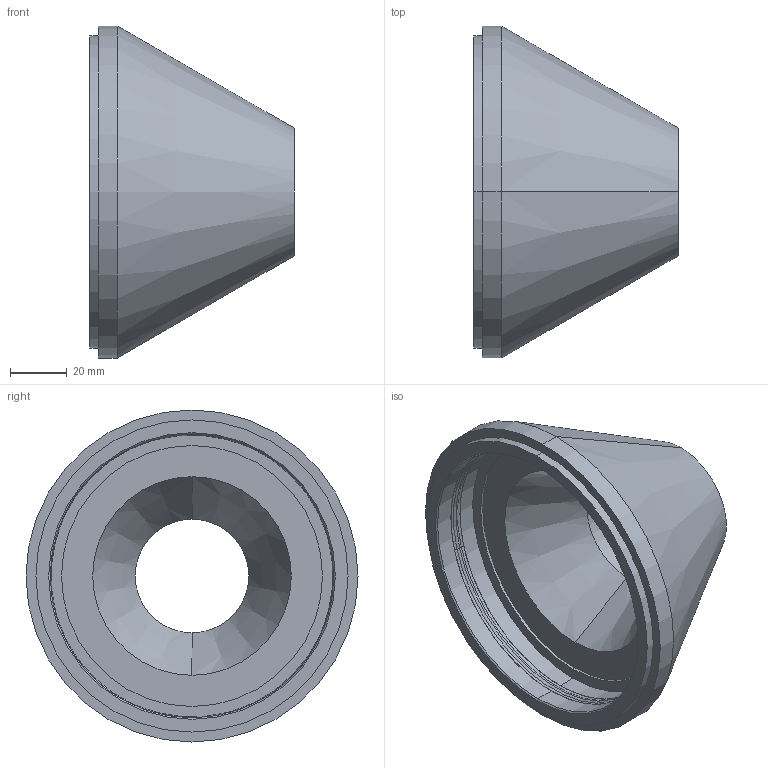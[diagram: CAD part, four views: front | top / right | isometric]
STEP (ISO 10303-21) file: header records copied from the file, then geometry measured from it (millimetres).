
FILE_DESCRIPTION (( 'STEP AP214' ), '1' );
FILE_NAME ('EL II-40-K-60.STEP', '2019-11-08T10:06:06', ( '' ), ( '' ), 'SwSTEP 2.0', 'SolidWorks 2019', '' );
FILE_SCHEMA (( 'AUTOMOTIVE_DESIGN' ));
Length unit declared in the file: millimetre
Products named in the file (1): EL II-40-K-60
Bounding box: 72 x 117 x 117 mm (x, y, z)
Surface area: 44970.4 mm2 (no closed solid volume)
Topology: 0 solids, 2 shells, 35 faces, 74 edges, 46 vertices
Faces by surface type: cylinder 16, cone 8, plane 7, torus 4
Entity records: 1363 total; most frequent: DIRECTION 196, CARTESIAN_POINT 156, ORIENTED_EDGE 140, AXIS2_PLACEMENT_3D 86, EDGE_CURVE 74, CIRCLE 50, VERTEX_POINT 46, EDGE_LOOP 42
